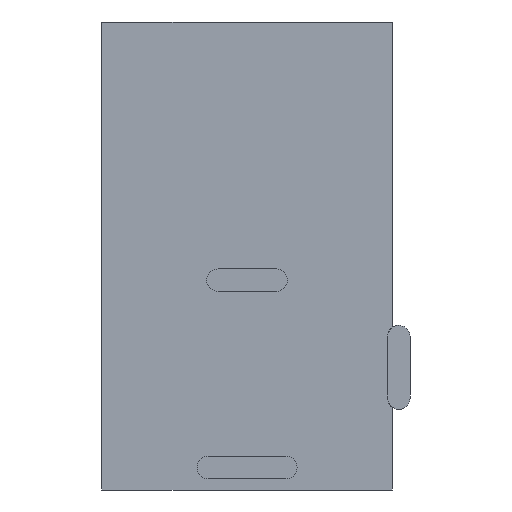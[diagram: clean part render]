
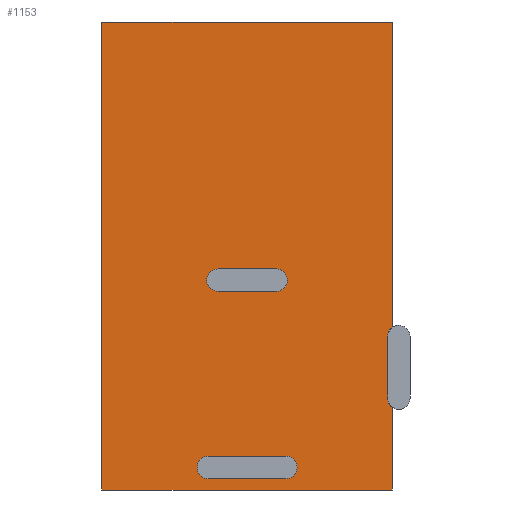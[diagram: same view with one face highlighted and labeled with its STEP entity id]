
A CAD part, front view. The second image highlights one B-rep face of the part: STEP entity #1153.
In plain terms, the highlighted planar face has unit normal (0, -1, 0).
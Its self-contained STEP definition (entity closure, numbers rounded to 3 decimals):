
#1 = AXIS2_PLACEMENT_3D ( 'NONE', #926, #463, #623 ) ;
#7 = VECTOR ( 'NONE', #475, 1000. ) ;
#9 = CIRCLE ( 'NONE', #1313, 0.35 ) ;
#28 = PLANE ( 'NONE',  #792 ) ;
#30 = CARTESIAN_POINT ( 'NONE',  ( -4.5, -6.5, 0. ) ) ;
#34 = DIRECTION ( 'NONE',  ( 0., -1., 0. ) ) ;
#42 = CIRCLE ( 'NONE', #398, 0.35 ) ;
#66 = VERTEX_POINT ( 'NONE', #888 ) ;
#70 = VERTEX_POINT ( 'NONE', #502 ) ;
#84 = VERTEX_POINT ( 'NONE', #495 ) ;
#86 = CARTESIAN_POINT ( 'NONE',  ( 1.2, -6.5, 0.7 ) ) ;
#92 = CARTESIAN_POINT ( 'NONE',  ( 1.2, -6.5, 0.35 ) ) ;
#99 = VERTEX_POINT ( 'NONE', #536 ) ;
#181 = EDGE_CURVE ( 'NONE', #752, #84, #1229, .T. ) ;
#182 = DIRECTION ( 'NONE',  ( 0., -1., 0. ) ) ;
#189 = CARTESIAN_POINT ( 'NONE',  ( 0., -6.5, 14.5 ) ) ;
#193 = ORIENTED_EDGE ( 'NONE', *, *, #320, .T. ) ;
#197 = VECTOR ( 'NONE', #423, 1000. ) ;
#202 = CARTESIAN_POINT ( 'NONE',  ( 1.2, -6.5, 1.05 ) ) ;
#214 = AXIS2_PLACEMENT_3D ( 'NONE', #1049, #606, #1409 ) ;
#230 = LINE ( 'NONE', #273, #546 ) ;
#232 = VERTEX_POINT ( 'NONE', #1090 ) ;
#240 = FACE_OUTER_BOUND ( 'NONE', #501, .T. ) ;
#241 = VECTOR ( 'NONE', #954, 1000. ) ;
#258 = VECTOR ( 'NONE', #709, 1000. ) ;
#270 = CARTESIAN_POINT ( 'NONE',  ( 1.2, -6.5, 0.35 ) ) ;
#273 = CARTESIAN_POINT ( 'NONE',  ( 0.9, -6.5, 6.15 ) ) ;
#279 = EDGE_CURVE ( 'NONE', #232, #1230, #1054, .T. ) ;
#290 = DIRECTION ( 'NONE',  ( -1., 0., 0. ) ) ;
#291 = DIRECTION ( 'NONE',  ( 0., -1., 0. ) ) ;
#300 = LINE ( 'NONE', #905, #808 ) ;
#320 = EDGE_CURVE ( 'NONE', #442, #1230, #424, .T. ) ;
#340 = CARTESIAN_POINT ( 'NONE',  ( 4.5, -6.5, 5.037 ) ) ;
#346 = DIRECTION ( 'NONE',  ( 0., -1., 0. ) ) ;
#352 = ORIENTED_EDGE ( 'NONE', *, *, #675, .F. ) ;
#365 = CARTESIAN_POINT ( 'NONE',  ( 4.5, -6.5, 0. ) ) ;
#378 = EDGE_CURVE ( 'NONE', #66, #752, #230, .T. ) ;
#380 = CARTESIAN_POINT ( 'NONE',  ( -0.9, -6.5, 6.5 ) ) ;
#398 = AXIS2_PLACEMENT_3D ( 'NONE', #832, #182, #939 ) ;
#423 = DIRECTION ( 'NONE',  ( 0., 0., -1. ) ) ;
#424 = LINE ( 'NONE', #701, #7 ) ;
#433 = ORIENTED_EDGE ( 'NONE', *, *, #538, .F. ) ;
#442 = VERTEX_POINT ( 'NONE', #30 ) ;
#452 = DIRECTION ( 'NONE',  ( -1., 0., 0. ) ) ;
#454 = ORIENTED_EDGE ( 'NONE', *, *, #279, .F. ) ;
#463 = DIRECTION ( 'NONE',  ( 0., -1., 0. ) ) ;
#465 = DIRECTION ( 'NONE',  ( 0., 0., -1. ) ) ;
#475 = DIRECTION ( 'NONE',  ( 1., 0., 0. ) ) ;
#482 = DIRECTION ( 'NONE',  ( 0., 0., 1. ) ) ;
#486 = EDGE_CURVE ( 'NONE', #1085, #1122, #9, .T. ) ;
#495 = CARTESIAN_POINT ( 'NONE',  ( 0.9, -6.5, 6.85 ) ) ;
#501 = EDGE_LOOP ( 'NONE', ( #454, #741, #1212, #1263, #552, #1071, #1330, #193 ) ) ;
#502 = CARTESIAN_POINT ( 'NONE',  ( 4.5, -6.5, 14.5 ) ) ;
#524 = FACE_BOUND ( 'NONE', #839, .T. ) ;
#527 = EDGE_CURVE ( 'NONE', #759, #442, #1394, .T. ) ;
#528 = ORIENTED_EDGE ( 'NONE', *, *, #872, .F. ) ;
#536 = CARTESIAN_POINT ( 'NONE',  ( -1.2, -6.5, 1.05 ) ) ;
#538 = EDGE_CURVE ( 'NONE', #84, #955, #300, .T. ) ;
#540 = CARTESIAN_POINT ( 'NONE',  ( 4.5, -6.5, 7.25 ) ) ;
#546 = VECTOR ( 'NONE', #654, 1000. ) ;
#552 = ORIENTED_EDGE ( 'NONE', *, *, #1003, .F. ) ;
#567 = CARTESIAN_POINT ( 'NONE',  ( -1.2, -6.5, 0.35 ) ) ;
#579 = LINE ( 'NONE', #598, #258 ) ;
#582 = LINE ( 'NONE', #189, #1142 ) ;
#586 = VERTEX_POINT ( 'NONE', #1225 ) ;
#598 = CARTESIAN_POINT ( 'NONE',  ( 4.35, -6.5, 2.85 ) ) ;
#606 = DIRECTION ( 'NONE',  ( 0., -1., 0. ) ) ;
#623 = DIRECTION ( 'NONE',  ( 0., 0., 1. ) ) ;
#627 = CARTESIAN_POINT ( 'NONE',  ( 1.2, -6.5, 1.05 ) ) ;
#629 = DIRECTION ( 'NONE',  ( 1., 0., 0. ) ) ;
#637 = EDGE_CURVE ( 'NONE', #1122, #586, #579, .T. ) ;
#653 = ORIENTED_EDGE ( 'NONE', *, *, #798, .F. ) ;
#654 = DIRECTION ( 'NONE',  ( 1., 0., 0. ) ) ;
#656 = CARTESIAN_POINT ( 'NONE',  ( -4.5, -6.5, 14.5 ) ) ;
#661 = VECTOR ( 'NONE', #629, 1000. ) ;
#671 = ORIENTED_EDGE ( 'NONE', *, *, #181, .F. ) ;
#675 = EDGE_CURVE ( 'NONE', #1141, #1291, #697, .T. ) ;
#677 = CARTESIAN_POINT ( 'NONE',  ( -4.68, -6.5, -0.29 ) ) ;
#678 = DIRECTION ( 'NONE',  ( 0., 0., -1. ) ) ;
#690 = DIRECTION ( 'NONE',  ( 0., 0., -1. ) ) ;
#697 = LINE ( 'NONE', #92, #661 ) ;
#701 = CARTESIAN_POINT ( 'NONE',  ( 0., -6.5, 0. ) ) ;
#709 = DIRECTION ( 'NONE',  ( 0., 0., -1. ) ) ;
#726 = EDGE_CURVE ( 'NONE', #99, #1141, #953, .T. ) ;
#741 = ORIENTED_EDGE ( 'NONE', *, *, #1350, .F. ) ;
#752 = VERTEX_POINT ( 'NONE', #1365 ) ;
#753 = CARTESIAN_POINT ( 'NONE',  ( -0.9, -6.5, 6.85 ) ) ;
#759 = VERTEX_POINT ( 'NONE', #656 ) ;
#769 = LINE ( 'NONE', #540, #197 ) ;
#774 = EDGE_LOOP ( 'NONE', ( #433, #671, #1376, #948 ) ) ;
#788 = CIRCLE ( 'NONE', #1311, 0.35 ) ;
#792 = AXIS2_PLACEMENT_3D ( 'NONE', #677, #34, #794 ) ;
#794 = DIRECTION ( 'NONE',  ( 1., 0., 0. ) ) ;
#798 = EDGE_CURVE ( 'NONE', #1291, #891, #1159, .T. ) ;
#808 = VECTOR ( 'NONE', #452, 1000. ) ;
#832 = CARTESIAN_POINT ( 'NONE',  ( 4.7, -6.5, 2.85 ) ) ;
#839 = EDGE_LOOP ( 'NONE', ( #528, #653, #352, #1075 ) ) ;
#872 = EDGE_CURVE ( 'NONE', #891, #99, #1080, .T. ) ;
#888 = CARTESIAN_POINT ( 'NONE',  ( -0.9, -6.5, 6.15 ) ) ;
#891 = VERTEX_POINT ( 'NONE', #627 ) ;
#905 = CARTESIAN_POINT ( 'NONE',  ( 0.9, -6.5, 6.85 ) ) ;
#926 = CARTESIAN_POINT ( 'NONE',  ( -1.2, -6.5, 0.7 ) ) ;
#939 = DIRECTION ( 'NONE',  ( 0., 0., 1. ) ) ;
#948 = ORIENTED_EDGE ( 'NONE', *, *, #1298, .F. ) ;
#953 = CIRCLE ( 'NONE', #1, 0.35 ) ;
#954 = DIRECTION ( 'NONE',  ( -1., 0., 0. ) ) ;
#955 = VERTEX_POINT ( 'NONE', #753 ) ;
#1003 = EDGE_CURVE ( 'NONE', #70, #1085, #769, .T. ) ;
#1018 = CARTESIAN_POINT ( 'NONE',  ( 4.5, -6.5, 7.25 ) ) ;
#1049 = CARTESIAN_POINT ( 'NONE',  ( 0.9, -6.5, 6.5 ) ) ;
#1054 = LINE ( 'NONE', #1018, #1306 ) ;
#1071 = ORIENTED_EDGE ( 'NONE', *, *, #1380, .T. ) ;
#1075 = ORIENTED_EDGE ( 'NONE', *, *, #726, .F. ) ;
#1080 = LINE ( 'NONE', #202, #241 ) ;
#1085 = VERTEX_POINT ( 'NONE', #340 ) ;
#1090 = CARTESIAN_POINT ( 'NONE',  ( 4.5, -6.5, 2.563 ) ) ;
#1108 = VECTOR ( 'NONE', #678, 1000. ) ;
#1119 = CARTESIAN_POINT ( 'NONE',  ( 4.7, -6.5, 4.75 ) ) ;
#1122 = VERTEX_POINT ( 'NONE', #1235 ) ;
#1138 = AXIS2_PLACEMENT_3D ( 'NONE', #86, #291, #1204 ) ;
#1141 = VERTEX_POINT ( 'NONE', #567 ) ;
#1142 = VECTOR ( 'NONE', #290, 1000. ) ;
#1153 = ADVANCED_FACE ( 'NONE', ( #524, #1400, #240 ), #28, .T. ) ;
#1158 = DIRECTION ( 'NONE',  ( 0., -1., 0. ) ) ;
#1159 = CIRCLE ( 'NONE', #1138, 0.35 ) ;
#1204 = DIRECTION ( 'NONE',  ( 0., 0., -1. ) ) ;
#1212 = ORIENTED_EDGE ( 'NONE', *, *, #637, .F. ) ;
#1225 = CARTESIAN_POINT ( 'NONE',  ( 4.35, -6.5, 2.85 ) ) ;
#1229 = CIRCLE ( 'NONE', #214, 0.35 ) ;
#1230 = VERTEX_POINT ( 'NONE', #365 ) ;
#1235 = CARTESIAN_POINT ( 'NONE',  ( 4.35, -6.5, 4.75 ) ) ;
#1247 = CARTESIAN_POINT ( 'NONE',  ( -4.5, -6.5, 7.25 ) ) ;
#1263 = ORIENTED_EDGE ( 'NONE', *, *, #486, .F. ) ;
#1291 = VERTEX_POINT ( 'NONE', #270 ) ;
#1298 = EDGE_CURVE ( 'NONE', #955, #66, #788, .T. ) ;
#1306 = VECTOR ( 'NONE', #690, 1000. ) ;
#1311 = AXIS2_PLACEMENT_3D ( 'NONE', #380, #1158, #482 ) ;
#1313 = AXIS2_PLACEMENT_3D ( 'NONE', #1119, #346, #465 ) ;
#1330 = ORIENTED_EDGE ( 'NONE', *, *, #527, .T. ) ;
#1350 = EDGE_CURVE ( 'NONE', #586, #232, #42, .T. ) ;
#1365 = CARTESIAN_POINT ( 'NONE',  ( 0.9, -6.5, 6.15 ) ) ;
#1376 = ORIENTED_EDGE ( 'NONE', *, *, #378, .F. ) ;
#1380 = EDGE_CURVE ( 'NONE', #70, #759, #582, .T. ) ;
#1394 = LINE ( 'NONE', #1247, #1108 ) ;
#1400 = FACE_BOUND ( 'NONE', #774, .T. ) ;
#1409 = DIRECTION ( 'NONE',  ( 0., 0., -1. ) ) ;
